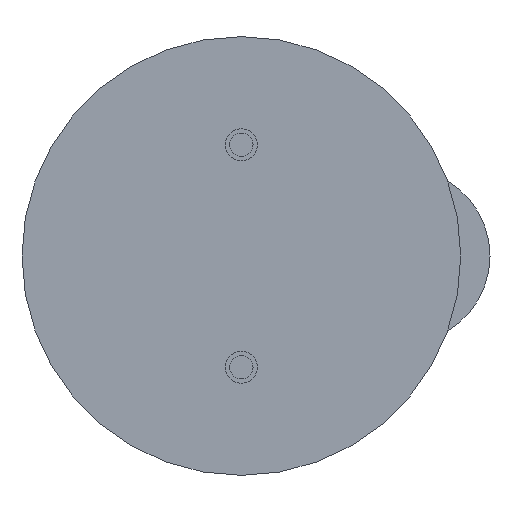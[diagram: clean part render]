
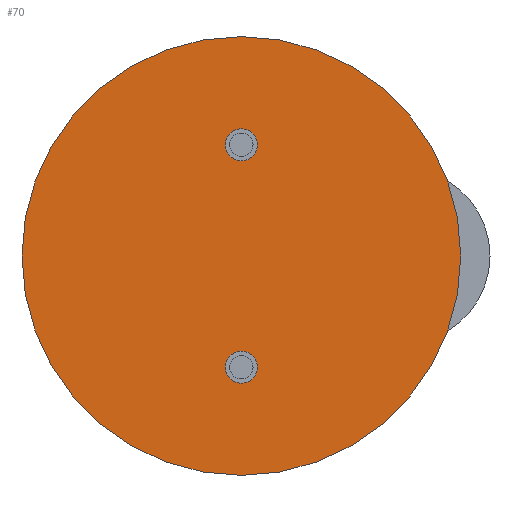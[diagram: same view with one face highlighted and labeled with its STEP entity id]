
A CAD part, front view. The second image highlights one B-rep face of the part: STEP entity #70.
In plain terms, the highlighted planar face has unit normal (0, -1, 0).
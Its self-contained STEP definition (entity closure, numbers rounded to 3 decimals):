
#70=ADVANCED_FACE('NONE',(#153,#154,#155),#156,.F.);
#153=FACE_OUTER_BOUND('',#248,.T.);
#154=FACE_BOUND('',#249,.T.);
#155=FACE_BOUND('',#250,.T.);
#156=PLANE('',#251);
#248=EDGE_LOOP('',(#371,#372));
#249=EDGE_LOOP('',(#373,#374));
#250=EDGE_LOOP('',(#375,#376));
#251=AXIS2_PLACEMENT_3D('',#377,#378,#379);
#371=ORIENTED_EDGE('',*,*,#552,.F.);
#372=ORIENTED_EDGE('',*,*,#543,.F.);
#373=ORIENTED_EDGE('',*,*,#553,.F.);
#374=ORIENTED_EDGE('',*,*,#534,.F.);
#375=ORIENTED_EDGE('',*,*,#554,.F.);
#376=ORIENTED_EDGE('',*,*,#529,.F.);
#377=CARTESIAN_POINT('',(0.0,0.0,0.0));
#378=DIRECTION('',(0.0,1.0,0.0));
#379=DIRECTION('',(1.0,0.0,-0.0));
#529=EDGE_CURVE('NONE',#618,#620,#621,.T.);
#534=EDGE_CURVE('NONE',#627,#629,#630,.T.);
#543=EDGE_CURVE('NONE',#642,#644,#645,.T.);
#552=EDGE_CURVE('NONE',#644,#642,#654,.T.);
#553=EDGE_CURVE('NONE',#629,#627,#655,.T.);
#554=EDGE_CURVE('NONE',#620,#618,#656,.T.);
#618=VERTEX_POINT('NONE',#736);
#620=VERTEX_POINT('NONE',#739);
#621=CIRCLE('',#740,0.55);
#627=VERTEX_POINT('NONE',#747);
#629=VERTEX_POINT('NONE',#750);
#630=CIRCLE('',#751,0.55);
#642=VERTEX_POINT('NONE',#764);
#644=VERTEX_POINT('NONE',#767);
#645=CIRCLE('',#768,7.5);
#654=CIRCLE('',#778,7.5);
#655=CIRCLE('',#779,0.55);
#656=CIRCLE('',#780,0.55);
#736=CARTESIAN_POINT('',(0.,0.0,3.25));
#739=CARTESIAN_POINT('',(0.0,0.0,4.35));
#740=AXIS2_PLACEMENT_3D('',#864,#865,#866);
#747=CARTESIAN_POINT('',(0.,0.0,-4.35));
#750=CARTESIAN_POINT('',(0.0,0.0,-3.25));
#751=AXIS2_PLACEMENT_3D('',#872,#873,#874);
#764=CARTESIAN_POINT('',(0.,0.0,7.5));
#767=CARTESIAN_POINT('',(0.0,0.0,-7.5));
#768=AXIS2_PLACEMENT_3D('',#889,#890,#891);
#778=AXIS2_PLACEMENT_3D('',#905,#906,#907);
#779=AXIS2_PLACEMENT_3D('',#908,#909,#910);
#780=AXIS2_PLACEMENT_3D('',#911,#912,#913);
#864=CARTESIAN_POINT('',(0.0,0.0,3.8));
#865=DIRECTION('',(0.0,-1.0,0.0));
#866=DIRECTION('',(0.0,0.0,1.0));
#872=CARTESIAN_POINT('',(0.0,0.0,-3.8));
#873=DIRECTION('',(0.0,-1.0,0.0));
#874=DIRECTION('',(0.0,0.0,1.0));
#889=CARTESIAN_POINT('',(0.0,0.0,0.0));
#890=DIRECTION('',(0.0,1.0,0.0));
#891=DIRECTION('',(0.0,0.0,1.0));
#905=CARTESIAN_POINT('',(0.0,0.0,0.0));
#906=DIRECTION('',(0.0,1.0,0.0));
#907=DIRECTION('',(0.0,0.0,1.0));
#908=CARTESIAN_POINT('',(0.0,0.0,-3.8));
#909=DIRECTION('',(0.0,-1.0,0.0));
#910=DIRECTION('',(0.0,0.0,1.0));
#911=CARTESIAN_POINT('',(0.0,0.0,3.8));
#912=DIRECTION('',(0.0,-1.0,0.0));
#913=DIRECTION('',(0.0,0.0,1.0));
